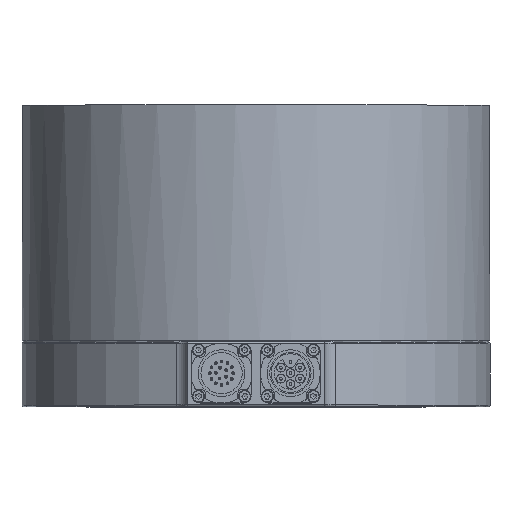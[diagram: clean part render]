
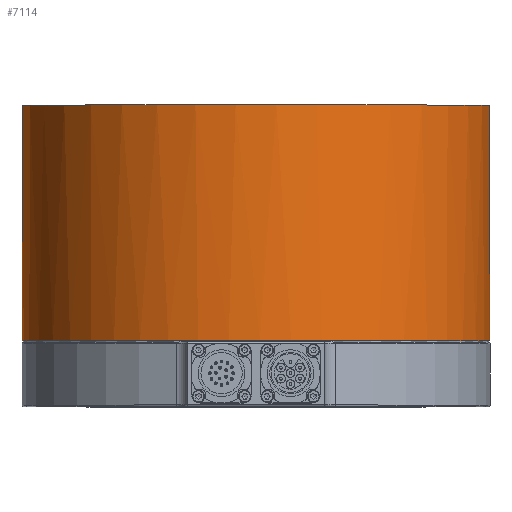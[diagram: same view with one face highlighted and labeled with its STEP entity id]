
A CAD part, top view. The second image highlights one B-rep face of the part: STEP entity #7114.
In plain terms, the highlighted cylindrical face has radius 85 mm (diameter 170 mm), a full revolution.
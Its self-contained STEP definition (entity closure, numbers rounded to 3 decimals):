
#353 = DIRECTION ( 'NONE',  ( 0., 1., 0. ) ) ;
#1813 = CARTESIAN_POINT ( 'NONE',  ( 0., 63.173, 0. ) ) ;
#2804 = EDGE_CURVE ( 'NONE', #3440, #3440, #16152, .T. ) ;
#3059 = DIRECTION ( 'NONE',  ( -0.707, 0., 0.707 ) ) ;
#3440 = VERTEX_POINT ( 'NONE', #9156 ) ;
#3827 = FACE_OUTER_BOUND ( 'NONE', #14888, .T. ) ;
#5039 = EDGE_LOOP ( 'NONE', ( #14635 ) ) ;
#6104 = EDGE_CURVE ( 'NONE', #10914, #10914, #14828, .T. ) ;
#6607 = CARTESIAN_POINT ( 'NONE',  ( -60.104, 148.773, 60.104 ) ) ;
#6797 = CARTESIAN_POINT ( 'NONE',  ( 0., 148.773, 0. ) ) ;
#7114 = ADVANCED_FACE ( 'NONE', ( #3827, #10835 ), #10063, .T. ) ;
#8058 = DIRECTION ( 'NONE',  ( -0.707, 0., 0.707 ) ) ;
#9046 = DIRECTION ( 'NONE',  ( 0.707, 0., -0.707 ) ) ;
#9156 = CARTESIAN_POINT ( 'NONE',  ( -60.104, 63.173, 60.104 ) ) ;
#10063 = CYLINDRICAL_SURFACE ( 'NONE', #14147, 85. ) ;
#10508 = DIRECTION ( 'NONE',  ( 0., -1., 0. ) ) ;
#10835 = FACE_OUTER_BOUND ( 'NONE', #5039, .T. ) ;
#10914 = VERTEX_POINT ( 'NONE', #6607 ) ;
#11195 = ORIENTED_EDGE ( 'NONE', *, *, #6104, .T. ) ;
#12145 = AXIS2_PLACEMENT_3D ( 'NONE', #1813, #10508, #3059 ) ;
#12366 = AXIS2_PLACEMENT_3D ( 'NONE', #6797, #15510, #8058 ) ;
#14147 = AXIS2_PLACEMENT_3D ( 'NONE', #15262, #353, #9046 ) ;
#14635 = ORIENTED_EDGE ( 'NONE', *, *, #2804, .F. ) ;
#14828 = CIRCLE ( 'NONE', #12366, 85. ) ;
#14888 = EDGE_LOOP ( 'NONE', ( #11195 ) ) ;
#15262 = CARTESIAN_POINT ( 'NONE',  ( 0., 119.773, 0. ) ) ;
#15510 = DIRECTION ( 'NONE',  ( 0., -1., 0. ) ) ;
#16152 = CIRCLE ( 'NONE', #12145, 85. ) ;
